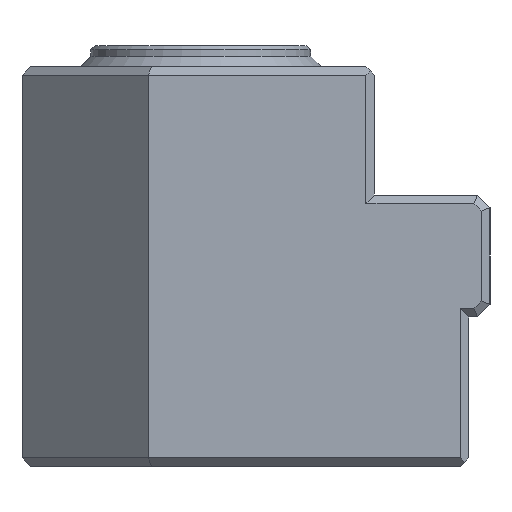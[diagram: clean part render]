
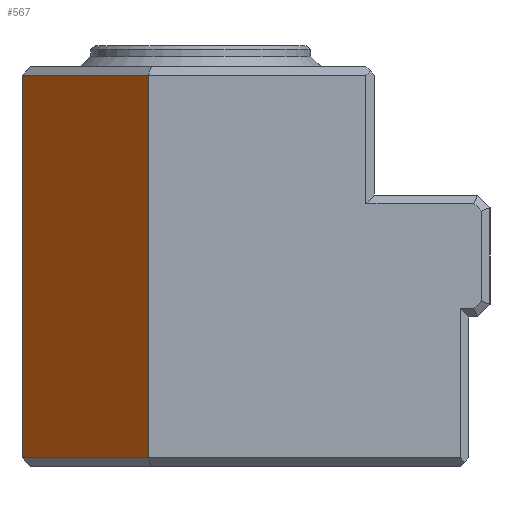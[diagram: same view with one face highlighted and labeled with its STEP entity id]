
A CAD part, left-side view. The second image highlights one B-rep face of the part: STEP entity #567.
In plain terms, the highlighted planar face has unit normal (-0.707, 0.707, 0).
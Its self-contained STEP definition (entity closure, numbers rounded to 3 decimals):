
#98 = VERTEX_POINT('',#99);
#99 = CARTESIAN_POINT('',(0.,2.5,-9.1));
#108 = PLANE('',#109);
#109 = AXIS2_PLACEMENT_3D('',#110,#111,#112);
#110 = CARTESIAN_POINT('',(0.,-8.25,-9.5));
#111 = DIRECTION('',(1.,0.,0.));
#112 = DIRECTION('',(0.,0.,1.));
#132 = EDGE_CURVE('',#98,#133,#135,.T.);
#133 = VERTEX_POINT('',#134);
#134 = CARTESIAN_POINT('',(0.,2.5,9.1));
#135 = SURFACE_CURVE('',#136,(#140,#147),.PCURVE_S1.);
#136 = LINE('',#137,#138);
#137 = CARTESIAN_POINT('',(0.,2.5,-9.5));
#138 = VECTOR('',#139,1.);
#139 = DIRECTION('',(0.,0.,1.));
#140 = PCURVE('',#108,#141);
#141 = DEFINITIONAL_REPRESENTATION('',(#142),#146);
#142 = LINE('',#143,#144);
#143 = CARTESIAN_POINT('',(0.,-10.75));
#144 = VECTOR('',#145,1.);
#145 = DIRECTION('',(1.,0.));
#146 = ( GEOMETRIC_REPRESENTATION_CONTEXT(2) 
PARAMETRIC_REPRESENTATION_CONTEXT() REPRESENTATION_CONTEXT('2D SPACE',''
  ) );
#147 = PCURVE('',#148,#153);
#148 = PLANE('',#149);
#149 = AXIS2_PLACEMENT_3D('',#150,#151,#152);
#150 = CARTESIAN_POINT('',(3.,5.5,-9.5));
#151 = DIRECTION('',(0.707,-0.707,0.));
#152 = DIRECTION('',(0.,0.,1.));
#153 = DEFINITIONAL_REPRESENTATION('',(#154),#158);
#154 = LINE('',#155,#156);
#155 = CARTESIAN_POINT('',(0.,4.243));
#156 = VECTOR('',#157,1.);
#157 = DIRECTION('',(1.,0.));
#158 = ( GEOMETRIC_REPRESENTATION_CONTEXT(2) 
PARAMETRIC_REPRESENTATION_CONTEXT() REPRESENTATION_CONTEXT('2D SPACE',''
  ) );
#479 = PLANE('',#480);
#480 = AXIS2_PLACEMENT_3D('',#481,#482,#483);
#481 = CARTESIAN_POINT('',(6.141,8.359,-9.3));
#482 = DIRECTION('',(-0.5,0.5,-0.707));
#483 = DIRECTION('',(0.707,0.707,-0.));
#567 = ADVANCED_FACE('',(#568),#148,.F.);
#568 = FACE_BOUND('',#569,.F.);
#569 = EDGE_LOOP('',(#570,#600,#626,#627));
#570 = ORIENTED_EDGE('',*,*,#571,.T.);
#571 = EDGE_CURVE('',#572,#574,#576,.T.);
#572 = VERTEX_POINT('',#573);
#573 = CARTESIAN_POINT('',(6.,8.5,-9.1));
#574 = VERTEX_POINT('',#575);
#575 = CARTESIAN_POINT('',(6.,8.5,9.1));
#576 = SURFACE_CURVE('',#577,(#581,#588),.PCURVE_S1.);
#577 = LINE('',#578,#579);
#578 = CARTESIAN_POINT('',(6.,8.5,-9.5));
#579 = VECTOR('',#580,1.);
#580 = DIRECTION('',(0.,0.,1.));
#581 = PCURVE('',#148,#582);
#582 = DEFINITIONAL_REPRESENTATION('',(#583),#587);
#583 = LINE('',#584,#585);
#584 = CARTESIAN_POINT('',(0.,-4.243));
#585 = VECTOR('',#586,1.);
#586 = DIRECTION('',(1.,0.));
#587 = ( GEOMETRIC_REPRESENTATION_CONTEXT(2) 
PARAMETRIC_REPRESENTATION_CONTEXT() REPRESENTATION_CONTEXT('2D SPACE',''
  ) );
#588 = PCURVE('',#589,#594);
#589 = PLANE('',#590);
#590 = AXIS2_PLACEMENT_3D('',#591,#592,#593);
#591 = CARTESIAN_POINT('',(40.,8.5,-9.5));
#592 = DIRECTION('',(0.,1.,0.));
#593 = DIRECTION('',(0.,0.,1.));
#594 = DEFINITIONAL_REPRESENTATION('',(#595),#599);
#595 = LINE('',#596,#597);
#596 = CARTESIAN_POINT('',(0.,-34.));
#597 = VECTOR('',#598,1.);
#598 = DIRECTION('',(1.,0.));
#599 = ( GEOMETRIC_REPRESENTATION_CONTEXT(2) 
PARAMETRIC_REPRESENTATION_CONTEXT() REPRESENTATION_CONTEXT('2D SPACE',''
  ) );
#600 = ORIENTED_EDGE('',*,*,#601,.T.);
#601 = EDGE_CURVE('',#574,#133,#602,.T.);
#602 = SURFACE_CURVE('',#603,(#607,#614),.PCURVE_S1.);
#603 = LINE('',#604,#605);
#604 = CARTESIAN_POINT('',(6.,8.5,9.1));
#605 = VECTOR('',#606,1.);
#606 = DIRECTION('',(-0.707,-0.707,0.));
#607 = PCURVE('',#148,#608);
#608 = DEFINITIONAL_REPRESENTATION('',(#609),#613);
#609 = LINE('',#610,#611);
#610 = CARTESIAN_POINT('',(18.6,-4.243));
#611 = VECTOR('',#612,1.);
#612 = DIRECTION('',(0.,1.));
#613 = ( GEOMETRIC_REPRESENTATION_CONTEXT(2) 
PARAMETRIC_REPRESENTATION_CONTEXT() REPRESENTATION_CONTEXT('2D SPACE',''
  ) );
#614 = PCURVE('',#615,#620);
#615 = PLANE('',#616);
#616 = AXIS2_PLACEMENT_3D('',#617,#618,#619);
#617 = CARTESIAN_POINT('',(6.141,8.359,9.3));
#618 = DIRECTION('',(0.5,-0.5,-0.707));
#619 = DIRECTION('',(0.707,0.707,-0.));
#620 = DEFINITIONAL_REPRESENTATION('',(#621),#625);
#621 = LINE('',#622,#623);
#622 = CARTESIAN_POINT('',(-0.,-0.283));
#623 = VECTOR('',#624,1.);
#624 = DIRECTION('',(-1.,0.));
#625 = ( GEOMETRIC_REPRESENTATION_CONTEXT(2) 
PARAMETRIC_REPRESENTATION_CONTEXT() REPRESENTATION_CONTEXT('2D SPACE',''
  ) );
#626 = ORIENTED_EDGE('',*,*,#132,.F.);
#627 = ORIENTED_EDGE('',*,*,#628,.F.);
#628 = EDGE_CURVE('',#572,#98,#629,.T.);
#629 = SURFACE_CURVE('',#630,(#634,#641),.PCURVE_S1.);
#630 = LINE('',#631,#632);
#631 = CARTESIAN_POINT('',(6.,8.5,-9.1));
#632 = VECTOR('',#633,1.);
#633 = DIRECTION('',(-0.707,-0.707,0.));
#634 = PCURVE('',#148,#635);
#635 = DEFINITIONAL_REPRESENTATION('',(#636),#640);
#636 = LINE('',#637,#638);
#637 = CARTESIAN_POINT('',(0.4,-4.243));
#638 = VECTOR('',#639,1.);
#639 = DIRECTION('',(0.,1.));
#640 = ( GEOMETRIC_REPRESENTATION_CONTEXT(2) 
PARAMETRIC_REPRESENTATION_CONTEXT() REPRESENTATION_CONTEXT('2D SPACE',''
  ) );
#641 = PCURVE('',#479,#642);
#642 = DEFINITIONAL_REPRESENTATION('',(#643),#647);
#643 = LINE('',#644,#645);
#644 = CARTESIAN_POINT('',(-0.,-0.283));
#645 = VECTOR('',#646,1.);
#646 = DIRECTION('',(-1.,0.));
#647 = ( GEOMETRIC_REPRESENTATION_CONTEXT(2) 
PARAMETRIC_REPRESENTATION_CONTEXT() REPRESENTATION_CONTEXT('2D SPACE',''
  ) );
